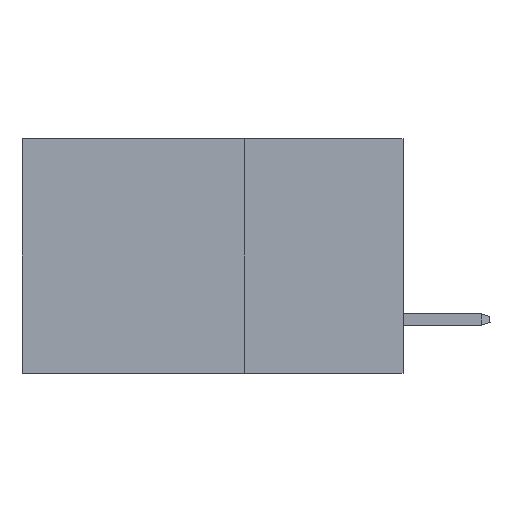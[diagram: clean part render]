
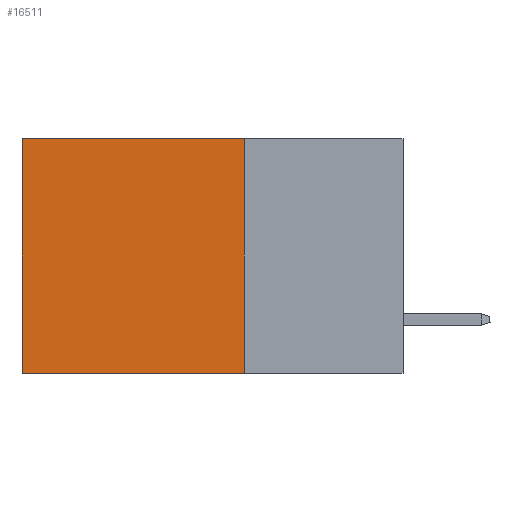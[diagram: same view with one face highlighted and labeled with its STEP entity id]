
A CAD part, left-side view. The second image highlights one B-rep face of the part: STEP entity #16511.
In plain terms, the highlighted planar face has unit normal (-1, 0, 0).
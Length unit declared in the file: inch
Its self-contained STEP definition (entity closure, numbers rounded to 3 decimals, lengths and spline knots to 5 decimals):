
#617 = VERTEX_POINT ( 'NONE', #28781 ) ;
#712 = DIRECTION ( 'NONE',  ( 0., 1., 0. ) ) ;
#850 = VECTOR ( 'NONE', #40869, 39.37008 ) ;
#2564 = VERTEX_POINT ( 'NONE', #45419 ) ;
#3105 = ORIENTED_EDGE ( 'NONE', *, *, #37666, .F. ) ;
#3464 = DIRECTION ( 'NONE',  ( 1., 0., 0. ) ) ;
#5602 = EDGE_CURVE ( 'NONE', #2564, #617, #26073, .T. ) ;
#7684 = VERTEX_POINT ( 'NONE', #33921 ) ;
#7742 = CARTESIAN_POINT ( 'NONE',  ( 0.2875, 0.25, 0. ) ) ;
#8117 = EDGE_CURVE ( 'NONE', #26060, #2564, #30523, .T. ) ;
#9059 = VECTOR ( 'NONE', #19441, 39.37008 ) ;
#12377 = CARTESIAN_POINT ( 'NONE',  ( 0.2875, 0.25, 0. ) ) ;
#14005 = EDGE_LOOP ( 'NONE', ( #37538, #34872, #3105, #38201 ) ) ;
#14928 = CARTESIAN_POINT ( 'NONE',  ( 0.2875, 0.25, 0. ) ) ;
#16511 = ADVANCED_FACE ( 'NONE', ( #43997 ), #33286, .F. ) ;
#17806 = EDGE_CURVE ( 'NONE', #7684, #617, #45669, .T. ) ;
#18510 = DIRECTION ( 'NONE',  ( 0., 0., -1. ) ) ;
#19441 = DIRECTION ( 'NONE',  ( 0., 1., 0. ) ) ;
#21602 = DIRECTION ( 'NONE',  ( 0., 0., -1. ) ) ;
#26060 = VERTEX_POINT ( 'NONE', #27286 ) ;
#26073 = LINE ( 'NONE', #40632, #850 ) ;
#27286 = CARTESIAN_POINT ( 'NONE',  ( 0.2875, 0.25, 0. ) ) ;
#28781 = CARTESIAN_POINT ( 'NONE',  ( 0.2875, 0.6, -0.37 ) ) ;
#29495 = AXIS2_PLACEMENT_3D ( 'NONE', #7742, #3464, #21602 ) ;
#30523 = LINE ( 'NONE', #12377, #32238 ) ;
#32238 = VECTOR ( 'NONE', #712, 39.37008 ) ;
#33286 = PLANE ( 'NONE',  #29495 ) ;
#33921 = CARTESIAN_POINT ( 'NONE',  ( 0.2875, 0.25, -0.37 ) ) ;
#34872 = ORIENTED_EDGE ( 'NONE', *, *, #17806, .F. ) ;
#37538 = ORIENTED_EDGE ( 'NONE', *, *, #5602, .T. ) ;
#37666 = EDGE_CURVE ( 'NONE', #26060, #7684, #43785, .T. ) ;
#38201 = ORIENTED_EDGE ( 'NONE', *, *, #8117, .T. ) ;
#40632 = CARTESIAN_POINT ( 'NONE',  ( 0.2875, 0.6, 0. ) ) ;
#40869 = DIRECTION ( 'NONE',  ( 0., 0., -1. ) ) ;
#41035 = VECTOR ( 'NONE', #18510, 39.37008 ) ;
#43785 = LINE ( 'NONE', #14928, #41035 ) ;
#43997 = FACE_OUTER_BOUND ( 'NONE', #14005, .T. ) ;
#44951 = CARTESIAN_POINT ( 'NONE',  ( 0.2875, 0.25, -0.37 ) ) ;
#45419 = CARTESIAN_POINT ( 'NONE',  ( 0.2875, 0.6, 0. ) ) ;
#45669 = LINE ( 'NONE', #44951, #9059 ) ;
